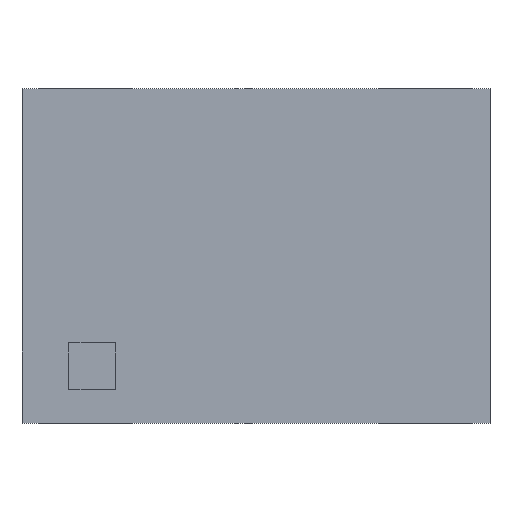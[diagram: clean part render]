
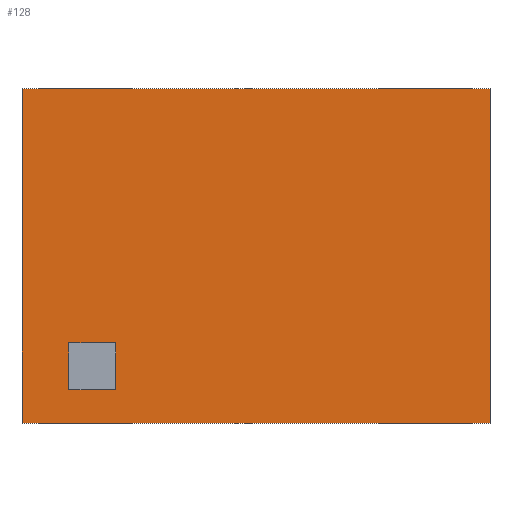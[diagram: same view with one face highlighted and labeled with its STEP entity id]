
A CAD part, top view. The second image highlights one B-rep face of the part: STEP entity #128.
In plain terms, the highlighted planar face has unit normal (0, 0, 1).
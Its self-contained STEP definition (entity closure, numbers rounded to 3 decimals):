
#13=DIRECTION('',(0.,0.,1.));
#17=DIRECTION('',(1.,0.,0.));
#43=VERTEX_POINT('',#44);
#44=CARTESIAN_POINT('',(-3.5,2.5,1.39));
#47=ORIENTED_EDGE('',*,*,#48,.T.);
#48=EDGE_CURVE('',#43,#49,#51,.T.);
#49=VERTEX_POINT('',#50);
#50=CARTESIAN_POINT('',(-3.5,-2.5,1.39));
#51=LINE('',#44,#52);
#52=VECTOR('',#53,1.);
#53=DIRECTION('',(0.,-1.,0.));
#68=ORIENTED_EDGE('',*,*,#69,.T.);
#69=EDGE_CURVE('',#49,#70,#72,.T.);
#70=VERTEX_POINT('',#71);
#71=CARTESIAN_POINT('',(3.5,-2.5,1.39));
#72=LINE('',#50,#73);
#73=VECTOR('',#17,1.);
#84=DIRECTION('',(0.,1.,0.));
#89=ORIENTED_EDGE('',*,*,#90,.T.);
#90=EDGE_CURVE('',#70,#91,#93,.T.);
#91=VERTEX_POINT('',#92);
#92=CARTESIAN_POINT('',(3.5,2.5,1.39));
#93=LINE('',#71,#94);
#94=VECTOR('',#84,1.);
#105=DIRECTION('',(-1.,0.,0.));
#110=ORIENTED_EDGE('',*,*,#111,.T.);
#111=EDGE_CURVE('',#91,#43,#112,.T.);
#112=LINE('',#92,#113);
#113=VECTOR('',#105,1.);
#128=ADVANCED_FACE('',(#129),#131,.T.);
#129=FACE_BOUND('',#130,.T.);
#130=EDGE_LOOP('',(#47,#68,#89,#110));
#131=PLANE('',#132);
#132=AXIS2_PLACEMENT_3D('',#133,#13,#17);
#133=CARTESIAN_POINT('',(0.,0.,1.39));
